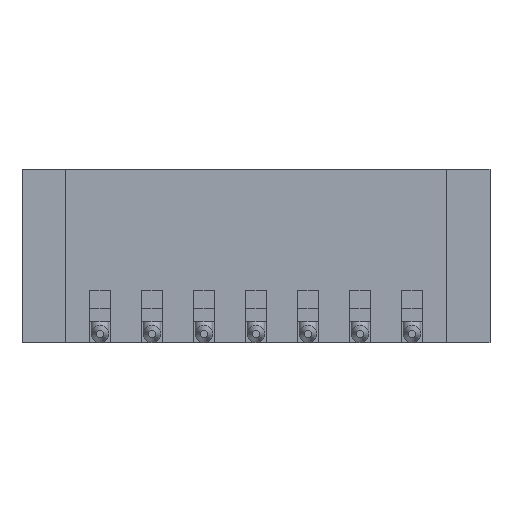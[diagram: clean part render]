
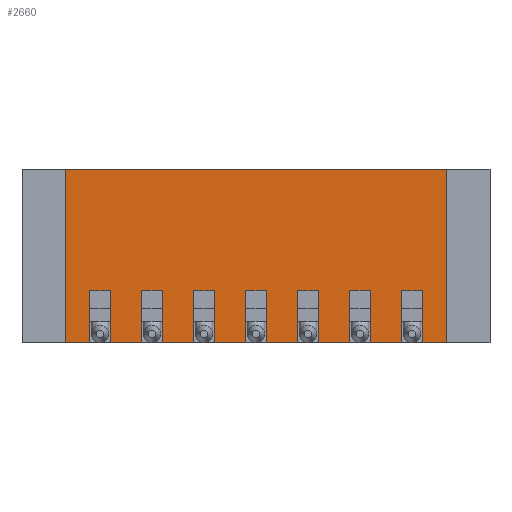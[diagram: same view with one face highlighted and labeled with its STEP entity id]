
A CAD part, front view. The second image highlights one B-rep face of the part: STEP entity #2660.
In plain terms, the highlighted planar face has unit normal (0, -1, 0).
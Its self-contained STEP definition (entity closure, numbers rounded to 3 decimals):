
#1404 = VERTEX_POINT('',#1405);
#1405 = CARTESIAN_POINT('',(5.5,-1.75,5.));
#1411 = EDGE_CURVE('',#1404,#1412,#1414,.T.);
#1412 = VERTEX_POINT('',#1413);
#1413 = CARTESIAN_POINT('',(-5.5,-1.75,5.));
#1414 = LINE('',#1415,#1416);
#1415 = CARTESIAN_POINT('',(5.5,-1.75,5.));
#1416 = VECTOR('',#1417,1.);
#1417 = DIRECTION('',(-1.,0.,0.));
#2299 = VERTEX_POINT('',#2300);
#2300 = CARTESIAN_POINT('',(5.5,-1.75,0.));
#2306 = EDGE_CURVE('',#1404,#2299,#2307,.T.);
#2307 = LINE('',#2308,#2309);
#2308 = CARTESIAN_POINT('',(5.5,-1.75,5.));
#2309 = VECTOR('',#2310,1.);
#2310 = DIRECTION('',(-0.,-0.,-1.));
#2641 = EDGE_CURVE('',#1412,#2642,#2644,.T.);
#2642 = VERTEX_POINT('',#2643);
#2643 = CARTESIAN_POINT('',(-5.5,-1.75,0.));
#2644 = LINE('',#2645,#2646);
#2645 = CARTESIAN_POINT('',(-5.5,-1.75,5.));
#2646 = VECTOR('',#2647,1.);
#2647 = DIRECTION('',(-0.,-0.,-1.));
#2660 = ADVANCED_FACE('',(#2661),#2896,.F.);
#2661 = FACE_BOUND('',#2662,.F.);
#2662 = EDGE_LOOP('',(#2663,#2664,#2665,#2673,#2681,#2689,#2697,#2705,
    #2713,#2721,#2729,#2737,#2745,#2753,#2761,#2769,#2777,#2785,#2793,
    #2801,#2809,#2817,#2825,#2833,#2841,#2849,#2857,#2865,#2873,#2881,
    #2889,#2895));
#2663 = ORIENTED_EDGE('',*,*,#1411,.F.);
#2664 = ORIENTED_EDGE('',*,*,#2306,.T.);
#2665 = ORIENTED_EDGE('',*,*,#2666,.F.);
#2666 = EDGE_CURVE('',#2667,#2299,#2669,.T.);
#2667 = VERTEX_POINT('',#2668);
#2668 = CARTESIAN_POINT('',(4.8,-1.75,0.));
#2669 = LINE('',#2670,#2671);
#2670 = CARTESIAN_POINT('',(2.75,-1.75,0.));
#2671 = VECTOR('',#2672,1.);
#2672 = DIRECTION('',(1.,0.,0.));
#2673 = ORIENTED_EDGE('',*,*,#2674,.T.);
#2674 = EDGE_CURVE('',#2667,#2675,#2677,.T.);
#2675 = VERTEX_POINT('',#2676);
#2676 = CARTESIAN_POINT('',(4.8,-1.75,1.5));
#2677 = LINE('',#2678,#2679);
#2678 = CARTESIAN_POINT('',(4.8,-1.75,3.25));
#2679 = VECTOR('',#2680,1.);
#2680 = DIRECTION('',(0.,0.,1.));
#2681 = ORIENTED_EDGE('',*,*,#2682,.T.);
#2682 = EDGE_CURVE('',#2675,#2683,#2685,.T.);
#2683 = VERTEX_POINT('',#2684);
#2684 = CARTESIAN_POINT('',(4.2,-1.75,1.5));
#2685 = LINE('',#2686,#2687);
#2686 = CARTESIAN_POINT('',(4.85,-1.75,1.5));
#2687 = VECTOR('',#2688,1.);
#2688 = DIRECTION('',(-1.,0.,0.));
#2689 = ORIENTED_EDGE('',*,*,#2690,.T.);
#2690 = EDGE_CURVE('',#2683,#2691,#2693,.T.);
#2691 = VERTEX_POINT('',#2692);
#2692 = CARTESIAN_POINT('',(4.2,-1.75,0.));
#2693 = LINE('',#2694,#2695);
#2694 = CARTESIAN_POINT('',(4.2,-1.75,2.5));
#2695 = VECTOR('',#2696,1.);
#2696 = DIRECTION('',(0.,0.,-1.));
#2697 = ORIENTED_EDGE('',*,*,#2698,.F.);
#2698 = EDGE_CURVE('',#2699,#2691,#2701,.T.);
#2699 = VERTEX_POINT('',#2700);
#2700 = CARTESIAN_POINT('',(3.3,-1.75,0.));
#2701 = LINE('',#2702,#2703);
#2702 = CARTESIAN_POINT('',(2.75,-1.75,0.));
#2703 = VECTOR('',#2704,1.);
#2704 = DIRECTION('',(1.,0.,0.));
#2705 = ORIENTED_EDGE('',*,*,#2706,.T.);
#2706 = EDGE_CURVE('',#2699,#2707,#2709,.T.);
#2707 = VERTEX_POINT('',#2708);
#2708 = CARTESIAN_POINT('',(3.3,-1.75,1.5));
#2709 = LINE('',#2710,#2711);
#2710 = CARTESIAN_POINT('',(3.3,-1.75,3.25));
#2711 = VECTOR('',#2712,1.);
#2712 = DIRECTION('',(0.,0.,1.));
#2713 = ORIENTED_EDGE('',*,*,#2714,.T.);
#2714 = EDGE_CURVE('',#2707,#2715,#2717,.T.);
#2715 = VERTEX_POINT('',#2716);
#2716 = CARTESIAN_POINT('',(2.7,-1.75,1.5));
#2717 = LINE('',#2718,#2719);
#2718 = CARTESIAN_POINT('',(4.1,-1.75,1.5));
#2719 = VECTOR('',#2720,1.);
#2720 = DIRECTION('',(-1.,0.,0.));
#2721 = ORIENTED_EDGE('',*,*,#2722,.T.);
#2722 = EDGE_CURVE('',#2715,#2723,#2725,.T.);
#2723 = VERTEX_POINT('',#2724);
#2724 = CARTESIAN_POINT('',(2.7,-1.75,0.));
#2725 = LINE('',#2726,#2727);
#2726 = CARTESIAN_POINT('',(2.7,-1.75,2.5));
#2727 = VECTOR('',#2728,1.);
#2728 = DIRECTION('',(0.,0.,-1.));
#2729 = ORIENTED_EDGE('',*,*,#2730,.F.);
#2730 = EDGE_CURVE('',#2731,#2723,#2733,.T.);
#2731 = VERTEX_POINT('',#2732);
#2732 = CARTESIAN_POINT('',(1.8,-1.75,0.));
#2733 = LINE('',#2734,#2735);
#2734 = CARTESIAN_POINT('',(2.75,-1.75,0.));
#2735 = VECTOR('',#2736,1.);
#2736 = DIRECTION('',(1.,0.,0.));
#2737 = ORIENTED_EDGE('',*,*,#2738,.T.);
#2738 = EDGE_CURVE('',#2731,#2739,#2741,.T.);
#2739 = VERTEX_POINT('',#2740);
#2740 = CARTESIAN_POINT('',(1.8,-1.75,1.5));
#2741 = LINE('',#2742,#2743);
#2742 = CARTESIAN_POINT('',(1.8,-1.75,3.25));
#2743 = VECTOR('',#2744,1.);
#2744 = DIRECTION('',(0.,0.,1.));
#2745 = ORIENTED_EDGE('',*,*,#2746,.T.);
#2746 = EDGE_CURVE('',#2739,#2747,#2749,.T.);
#2747 = VERTEX_POINT('',#2748);
#2748 = CARTESIAN_POINT('',(1.2,-1.75,1.5));
#2749 = LINE('',#2750,#2751);
#2750 = CARTESIAN_POINT('',(3.35,-1.75,1.5));
#2751 = VECTOR('',#2752,1.);
#2752 = DIRECTION('',(-1.,0.,0.));
#2753 = ORIENTED_EDGE('',*,*,#2754,.T.);
#2754 = EDGE_CURVE('',#2747,#2755,#2757,.T.);
#2755 = VERTEX_POINT('',#2756);
#2756 = CARTESIAN_POINT('',(1.2,-1.75,0.));
#2757 = LINE('',#2758,#2759);
#2758 = CARTESIAN_POINT('',(1.2,-1.75,2.5));
#2759 = VECTOR('',#2760,1.);
#2760 = DIRECTION('',(0.,0.,-1.));
#2761 = ORIENTED_EDGE('',*,*,#2762,.F.);
#2762 = EDGE_CURVE('',#2763,#2755,#2765,.T.);
#2763 = VERTEX_POINT('',#2764);
#2764 = CARTESIAN_POINT('',(0.3,-1.75,0.));
#2765 = LINE('',#2766,#2767);
#2766 = CARTESIAN_POINT('',(2.75,-1.75,0.));
#2767 = VECTOR('',#2768,1.);
#2768 = DIRECTION('',(1.,0.,0.));
#2769 = ORIENTED_EDGE('',*,*,#2770,.T.);
#2770 = EDGE_CURVE('',#2763,#2771,#2773,.T.);
#2771 = VERTEX_POINT('',#2772);
#2772 = CARTESIAN_POINT('',(0.3,-1.75,1.5));
#2773 = LINE('',#2774,#2775);
#2774 = CARTESIAN_POINT('',(0.3,-1.75,3.25));
#2775 = VECTOR('',#2776,1.);
#2776 = DIRECTION('',(0.,0.,1.));
#2777 = ORIENTED_EDGE('',*,*,#2778,.T.);
#2778 = EDGE_CURVE('',#2771,#2779,#2781,.T.);
#2779 = VERTEX_POINT('',#2780);
#2780 = CARTESIAN_POINT('',(-0.3,-1.75,1.5));
#2781 = LINE('',#2782,#2783);
#2782 = CARTESIAN_POINT('',(2.6,-1.75,1.5));
#2783 = VECTOR('',#2784,1.);
#2784 = DIRECTION('',(-1.,0.,0.));
#2785 = ORIENTED_EDGE('',*,*,#2786,.T.);
#2786 = EDGE_CURVE('',#2779,#2787,#2789,.T.);
#2787 = VERTEX_POINT('',#2788);
#2788 = CARTESIAN_POINT('',(-0.3,-1.75,0.));
#2789 = LINE('',#2790,#2791);
#2790 = CARTESIAN_POINT('',(-0.3,-1.75,2.5));
#2791 = VECTOR('',#2792,1.);
#2792 = DIRECTION('',(0.,0.,-1.));
#2793 = ORIENTED_EDGE('',*,*,#2794,.F.);
#2794 = EDGE_CURVE('',#2795,#2787,#2797,.T.);
#2795 = VERTEX_POINT('',#2796);
#2796 = CARTESIAN_POINT('',(-1.2,-1.75,0.));
#2797 = LINE('',#2798,#2799);
#2798 = CARTESIAN_POINT('',(2.75,-1.75,0.));
#2799 = VECTOR('',#2800,1.);
#2800 = DIRECTION('',(1.,0.,0.));
#2801 = ORIENTED_EDGE('',*,*,#2802,.T.);
#2802 = EDGE_CURVE('',#2795,#2803,#2805,.T.);
#2803 = VERTEX_POINT('',#2804);
#2804 = CARTESIAN_POINT('',(-1.2,-1.75,1.5));
#2805 = LINE('',#2806,#2807);
#2806 = CARTESIAN_POINT('',(-1.2,-1.75,3.25));
#2807 = VECTOR('',#2808,1.);
#2808 = DIRECTION('',(0.,0.,1.));
#2809 = ORIENTED_EDGE('',*,*,#2810,.T.);
#2810 = EDGE_CURVE('',#2803,#2811,#2813,.T.);
#2811 = VERTEX_POINT('',#2812);
#2812 = CARTESIAN_POINT('',(-1.8,-1.75,1.5));
#2813 = LINE('',#2814,#2815);
#2814 = CARTESIAN_POINT('',(1.85,-1.75,1.5));
#2815 = VECTOR('',#2816,1.);
#2816 = DIRECTION('',(-1.,0.,0.));
#2817 = ORIENTED_EDGE('',*,*,#2818,.T.);
#2818 = EDGE_CURVE('',#2811,#2819,#2821,.T.);
#2819 = VERTEX_POINT('',#2820);
#2820 = CARTESIAN_POINT('',(-1.8,-1.75,0.));
#2821 = LINE('',#2822,#2823);
#2822 = CARTESIAN_POINT('',(-1.8,-1.75,2.5));
#2823 = VECTOR('',#2824,1.);
#2824 = DIRECTION('',(0.,0.,-1.));
#2825 = ORIENTED_EDGE('',*,*,#2826,.F.);
#2826 = EDGE_CURVE('',#2827,#2819,#2829,.T.);
#2827 = VERTEX_POINT('',#2828);
#2828 = CARTESIAN_POINT('',(-2.7,-1.75,0.));
#2829 = LINE('',#2830,#2831);
#2830 = CARTESIAN_POINT('',(2.75,-1.75,0.));
#2831 = VECTOR('',#2832,1.);
#2832 = DIRECTION('',(1.,0.,0.));
#2833 = ORIENTED_EDGE('',*,*,#2834,.T.);
#2834 = EDGE_CURVE('',#2827,#2835,#2837,.T.);
#2835 = VERTEX_POINT('',#2836);
#2836 = CARTESIAN_POINT('',(-2.7,-1.75,1.5));
#2837 = LINE('',#2838,#2839);
#2838 = CARTESIAN_POINT('',(-2.7,-1.75,3.25));
#2839 = VECTOR('',#2840,1.);
#2840 = DIRECTION('',(0.,0.,1.));
#2841 = ORIENTED_EDGE('',*,*,#2842,.T.);
#2842 = EDGE_CURVE('',#2835,#2843,#2845,.T.);
#2843 = VERTEX_POINT('',#2844);
#2844 = CARTESIAN_POINT('',(-3.3,-1.75,1.5));
#2845 = LINE('',#2846,#2847);
#2846 = CARTESIAN_POINT('',(1.1,-1.75,1.5));
#2847 = VECTOR('',#2848,1.);
#2848 = DIRECTION('',(-1.,0.,0.));
#2849 = ORIENTED_EDGE('',*,*,#2850,.T.);
#2850 = EDGE_CURVE('',#2843,#2851,#2853,.T.);
#2851 = VERTEX_POINT('',#2852);
#2852 = CARTESIAN_POINT('',(-3.3,-1.75,0.));
#2853 = LINE('',#2854,#2855);
#2854 = CARTESIAN_POINT('',(-3.3,-1.75,2.5));
#2855 = VECTOR('',#2856,1.);
#2856 = DIRECTION('',(0.,0.,-1.));
#2857 = ORIENTED_EDGE('',*,*,#2858,.F.);
#2858 = EDGE_CURVE('',#2859,#2851,#2861,.T.);
#2859 = VERTEX_POINT('',#2860);
#2860 = CARTESIAN_POINT('',(-4.2,-1.75,0.));
#2861 = LINE('',#2862,#2863);
#2862 = CARTESIAN_POINT('',(2.75,-1.75,0.));
#2863 = VECTOR('',#2864,1.);
#2864 = DIRECTION('',(1.,0.,0.));
#2865 = ORIENTED_EDGE('',*,*,#2866,.T.);
#2866 = EDGE_CURVE('',#2859,#2867,#2869,.T.);
#2867 = VERTEX_POINT('',#2868);
#2868 = CARTESIAN_POINT('',(-4.2,-1.75,1.5));
#2869 = LINE('',#2870,#2871);
#2870 = CARTESIAN_POINT('',(-4.2,-1.75,3.25));
#2871 = VECTOR('',#2872,1.);
#2872 = DIRECTION('',(0.,0.,1.));
#2873 = ORIENTED_EDGE('',*,*,#2874,.T.);
#2874 = EDGE_CURVE('',#2867,#2875,#2877,.T.);
#2875 = VERTEX_POINT('',#2876);
#2876 = CARTESIAN_POINT('',(-4.8,-1.75,1.5));
#2877 = LINE('',#2878,#2879);
#2878 = CARTESIAN_POINT('',(0.35,-1.75,1.5));
#2879 = VECTOR('',#2880,1.);
#2880 = DIRECTION('',(-1.,0.,0.));
#2881 = ORIENTED_EDGE('',*,*,#2882,.T.);
#2882 = EDGE_CURVE('',#2875,#2883,#2885,.T.);
#2883 = VERTEX_POINT('',#2884);
#2884 = CARTESIAN_POINT('',(-4.8,-1.75,0.));
#2885 = LINE('',#2886,#2887);
#2886 = CARTESIAN_POINT('',(-4.8,-1.75,2.5));
#2887 = VECTOR('',#2888,1.);
#2888 = DIRECTION('',(0.,0.,-1.));
#2889 = ORIENTED_EDGE('',*,*,#2890,.F.);
#2890 = EDGE_CURVE('',#2642,#2883,#2891,.T.);
#2891 = LINE('',#2892,#2893);
#2892 = CARTESIAN_POINT('',(2.75,-1.75,0.));
#2893 = VECTOR('',#2894,1.);
#2894 = DIRECTION('',(1.,0.,0.));
#2895 = ORIENTED_EDGE('',*,*,#2641,.F.);
#2896 = PLANE('',#2897);
#2897 = AXIS2_PLACEMENT_3D('',#2898,#2899,#2900);
#2898 = CARTESIAN_POINT('',(5.5,-1.75,5.));
#2899 = DIRECTION('',(0.,1.,0.));
#2900 = DIRECTION('',(-1.,0.,0.));
